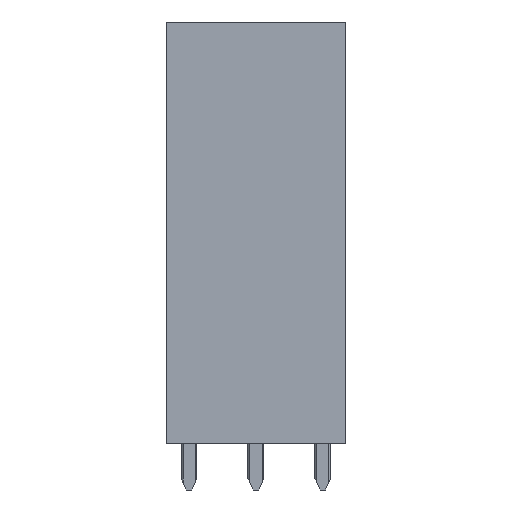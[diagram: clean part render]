
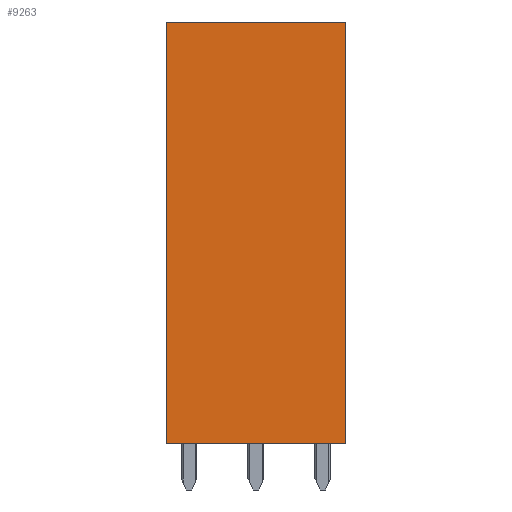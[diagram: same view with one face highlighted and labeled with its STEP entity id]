
A CAD part, left-side view. The second image highlights one B-rep face of the part: STEP entity #9263.
In plain terms, the highlighted planar face has unit normal (-1, 0, 0).
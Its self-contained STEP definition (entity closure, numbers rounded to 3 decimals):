
#9255=AXIS2_PLACEMENT_3D('Plane Axis2P3D',#9252,#9253,#9254) ;
#872=CARTESIAN_POINT('Vertex',(0.,13.6,35.5)) ;
#875=CARTESIAN_POINT('Line Origine',(0.,6.8,35.5)) ;
#879=CARTESIAN_POINT('Vertex',(0.,0.,35.5)) ;
#4375=CARTESIAN_POINT('Vertex',(0.,0.,3.5)) ;
#4378=CARTESIAN_POINT('Line Origine',(0.,6.8,3.5)) ;
#4382=CARTESIAN_POINT('Vertex',(0.,13.6,3.5)) ;
#6798=CARTESIAN_POINT('Line Origine',(0.,13.6,19.5)) ;
#8993=CARTESIAN_POINT('Line Origine',(0.,0.,19.5)) ;
#9252=CARTESIAN_POINT('Axis2P3D Location',(0.,0.,0.)) ;
#876=DIRECTION('Vector Direction',(0.,-1.,0.)) ;
#4379=DIRECTION('Vector Direction',(0.,1.,0.)) ;
#6799=DIRECTION('Vector Direction',(0.,0.,1.)) ;
#8994=DIRECTION('Vector Direction',(0.,0.,-1.)) ;
#9253=DIRECTION('Axis2P3D Direction',(-1.,0.,0.)) ;
#9254=DIRECTION('Axis2P3D XDirection',(0.,0.,1.)) ;
#877=VECTOR('Line Direction',#876,1.) ;
#4380=VECTOR('Line Direction',#4379,1.) ;
#6800=VECTOR('Line Direction',#6799,1.) ;
#8995=VECTOR('Line Direction',#8994,1.) ;
#9258=ORIENTED_EDGE('',*,*,#8997,.T.) ;
#9259=ORIENTED_EDGE('',*,*,#881,.T.) ;
#9260=ORIENTED_EDGE('',*,*,#6802,.T.) ;
#9261=ORIENTED_EDGE('',*,*,#4384,.T.) ;
#9263=ADVANCED_FACE('HOUSING',(#9262),#9256,.T.) ;
#881=EDGE_CURVE('',#880,#873,#878,.F.) ;
#4384=EDGE_CURVE('',#4383,#4376,#4381,.F.) ;
#6802=EDGE_CURVE('',#873,#4383,#6801,.F.) ;
#8997=EDGE_CURVE('',#4376,#880,#8996,.F.) ;
#9257=EDGE_LOOP('',(#9258,#9259,#9260,#9261)) ;
#9262=FACE_OUTER_BOUND('',#9257,.T.) ;
#878=LINE('Line',#875,#877) ;
#4381=LINE('Line',#4378,#4380) ;
#6801=LINE('Line',#6798,#6800) ;
#8996=LINE('Line',#8993,#8995) ;
#9256=PLANE('',#9255) ;
#873=VERTEX_POINT('',#872) ;
#880=VERTEX_POINT('',#879) ;
#4376=VERTEX_POINT('',#4375) ;
#4383=VERTEX_POINT('',#4382) ;
